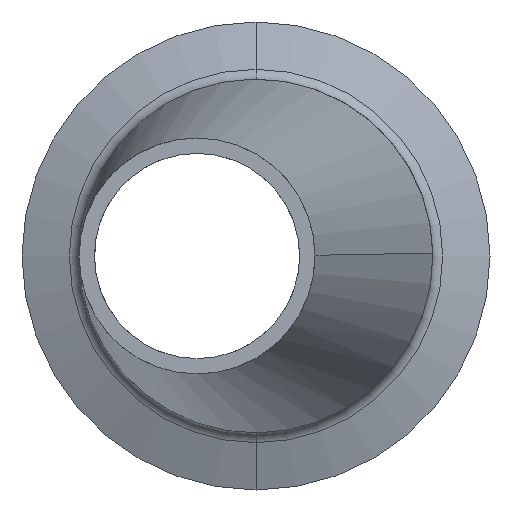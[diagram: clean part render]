
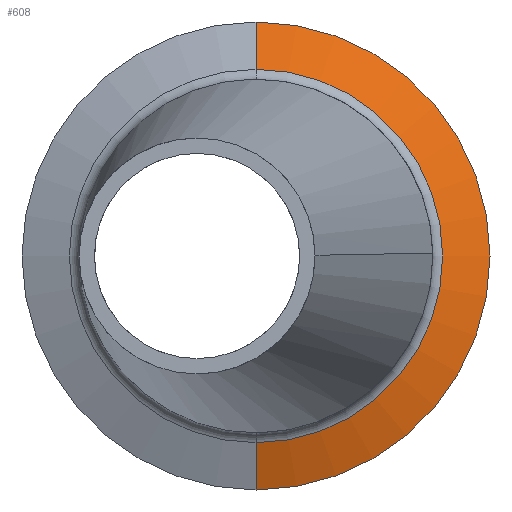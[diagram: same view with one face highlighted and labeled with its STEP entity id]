
A CAD part, front view. The second image highlights one B-rep face of the part: STEP entity #608.
In plain terms, the highlighted conical face has half-angle 70 degrees and reference radius 20.103 mm.
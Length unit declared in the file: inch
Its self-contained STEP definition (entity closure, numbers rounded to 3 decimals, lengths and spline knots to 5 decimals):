
#29 = EDGE_CURVE ( 'NONE', #1300, #909, #255, .T. ) ;
#78 = DIRECTION ( 'NONE',  ( 0., 0., 1. ) ) ;
#197 = DIRECTION ( 'NONE',  ( 0., 0.342, -0.94 ) ) ;
#255 = CIRCLE ( 'NONE', #456, 0.99213 ) ;
#309 = DIRECTION ( 'NONE',  ( 0., 0.342, 0.94 ) ) ;
#324 = AXIS2_PLACEMENT_3D ( 'NONE', #896, #607, #919 ) ;
#352 = ORIENTED_EDGE ( 'NONE', *, *, #599, .F. ) ;
#362 = ORIENTED_EDGE ( 'NONE', *, *, #1857, .T. ) ;
#456 = AXIS2_PLACEMENT_3D ( 'NONE', #1511, #612, #1790 ) ;
#457 = CARTESIAN_POINT ( 'NONE',  ( 0., 0.3878, 0.99213 ) ) ;
#566 = CONICAL_SURFACE ( 'NONE', #324, 0.79145, 1.222 ) ;
#599 = EDGE_CURVE ( 'NONE', #1771, #1300, #1151, .T. ) ;
#607 = DIRECTION ( 'NONE',  ( 0., 1., 0. ) ) ;
#608 = ADVANCED_FACE ( 'NONE', ( #756 ), #566, .T. ) ;
#612 = DIRECTION ( 'NONE',  ( 0., 1., 0. ) ) ;
#752 = AXIS2_PLACEMENT_3D ( 'NONE', #961, #1809, #78 ) ;
#756 = FACE_OUTER_BOUND ( 'NONE', #1342, .T. ) ;
#759 = ORIENTED_EDGE ( 'NONE', *, *, #29, .F. ) ;
#767 = CARTESIAN_POINT ( 'NONE',  ( 0., 0.31475, -0.79145 ) ) ;
#896 = CARTESIAN_POINT ( 'NONE',  ( 0., 0.31475, 0. ) ) ;
#909 = VERTEX_POINT ( 'NONE', #1446 ) ;
#919 = DIRECTION ( 'NONE',  ( 0., 0., 1. ) ) ;
#961 = CARTESIAN_POINT ( 'NONE',  ( 0., 0.31475, 0. ) ) ;
#1013 = LINE ( 'NONE', #1783, #1735 ) ;
#1083 = CIRCLE ( 'NONE', #752, 0.79145 ) ;
#1151 = LINE ( 'NONE', #1782, #1519 ) ;
#1254 = CARTESIAN_POINT ( 'NONE',  ( 0., 0.31475, 0.79145 ) ) ;
#1300 = VERTEX_POINT ( 'NONE', #457 ) ;
#1342 = EDGE_LOOP ( 'NONE', ( #362, #1718, #759, #352 ) ) ;
#1446 = CARTESIAN_POINT ( 'NONE',  ( 0., 0.3878, -0.99213 ) ) ;
#1511 = CARTESIAN_POINT ( 'NONE',  ( 0., 0.3878, 0. ) ) ;
#1519 = VECTOR ( 'NONE', #309, 39.37008 ) ;
#1718 = ORIENTED_EDGE ( 'NONE', *, *, #1722, .T. ) ;
#1722 = EDGE_CURVE ( 'NONE', #1777, #909, #1013, .T. ) ;
#1735 = VECTOR ( 'NONE', #197, 39.37008 ) ;
#1771 = VERTEX_POINT ( 'NONE', #1254 ) ;
#1777 = VERTEX_POINT ( 'NONE', #767 ) ;
#1782 = CARTESIAN_POINT ( 'NONE',  ( 0., 0.31475, 0.79145 ) ) ;
#1783 = CARTESIAN_POINT ( 'NONE',  ( 0., 0.31475, -0.79145 ) ) ;
#1790 = DIRECTION ( 'NONE',  ( 0., 0., 1. ) ) ;
#1809 = DIRECTION ( 'NONE',  ( 0., 1., 0. ) ) ;
#1857 = EDGE_CURVE ( 'NONE', #1771, #1777, #1083, .T. ) ;
